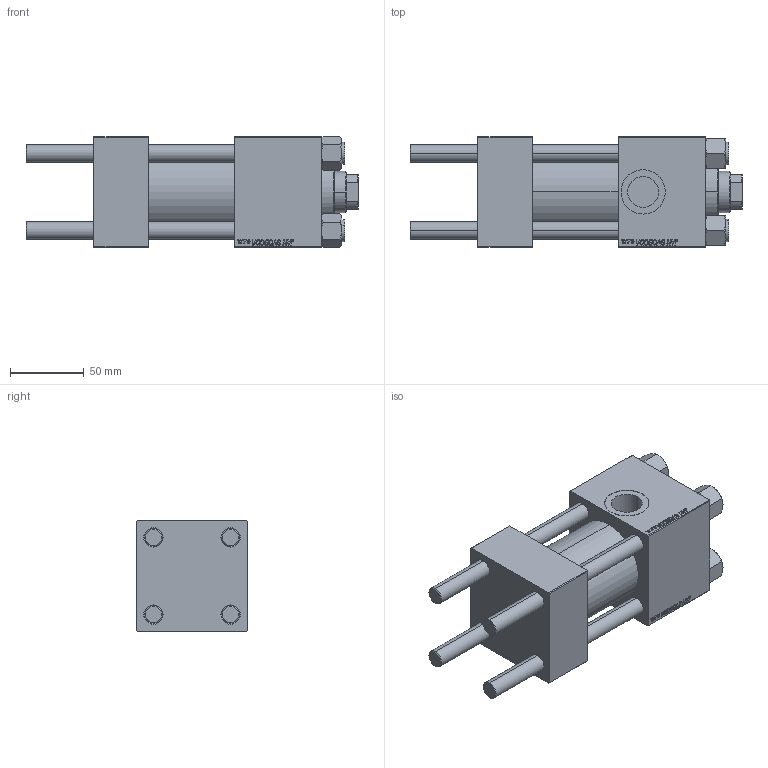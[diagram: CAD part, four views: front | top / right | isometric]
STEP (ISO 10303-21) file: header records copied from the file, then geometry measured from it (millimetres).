
FILE_DESCRIPTION (( 'STEP AP203' ), '1' );
FILE_NAME ('4578.STEP', '2023-08-23T11:00:29', ( '' ), ( '' ), 'SwSTEP 2.0', 'SolidWorks 2019', '' );
FILE_SCHEMA (( 'CONFIG_CONTROL_DESIGN' ));
Length unit declared in the file: millimetre
Products named in the file (6): CR025_012_A_0_G_A_G_M_020_+#_##_TYCINKA 4425bc09023d7eacc8b5d6b2d550ed41; V215_VC_A 4425bc09023d7eacc8b5d6b2d550ed41; V215CR_BODY_A 4425bc09023d7eacc8b5d6b2d550ed41; 4578; NUT_M5 4425bc09023d7eacc8b5d6b2d550ed41; V215CR_VCP 4425bc09023d7eacc8b5d6b2d550ed41
Assembly tree (11 placements, depth 2):
  4578
    V215CR_BODY_A 4425bc09023d7eacc8b5d6b2d550ed41
    CR025_012_A_0_G_A_G_M_020_+#_##_TYCINKA 4425bc09023d7eacc8b5d6b2d550ed41  x4
    NUT_M5 4425bc09023d7eacc8b5d6b2d550ed41  x4
    V215CR_VCP 4425bc09023d7eacc8b5d6b2d550ed41
    V215_VC_A 4425bc09023d7eacc8b5d6b2d550ed41
Bounding box: 225 x 75 x 75.54 mm (x, y, z)
Volume: 702023.8 mm3; surface area: 167527.5 mm2
Topology: 11 solids, 11 shells, 1133 faces, 2849 edges, 1849 vertices
Faces by surface type: plane 519, bspline 392, cone 136, cylinder 78, torus 8
Entity records: 49781 total; most frequent: CARTESIAN_POINT 26964, ORIENTED_EDGE 5190, DIRECTION 3233, EDGE_CURVE 2595, VERTEX_POINT 1705, LINE 1581, VECTOR 1581, EDGE_LOOP 1142
